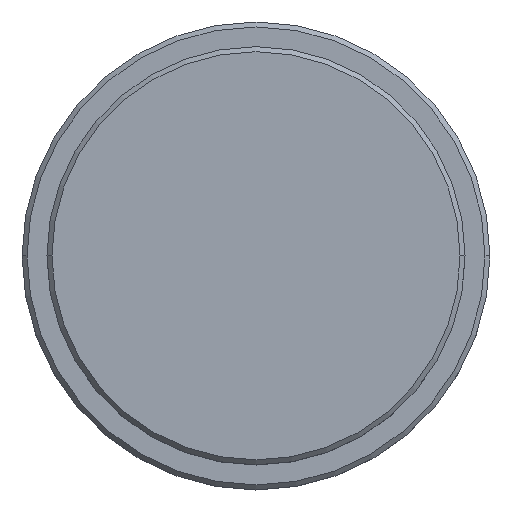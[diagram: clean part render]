
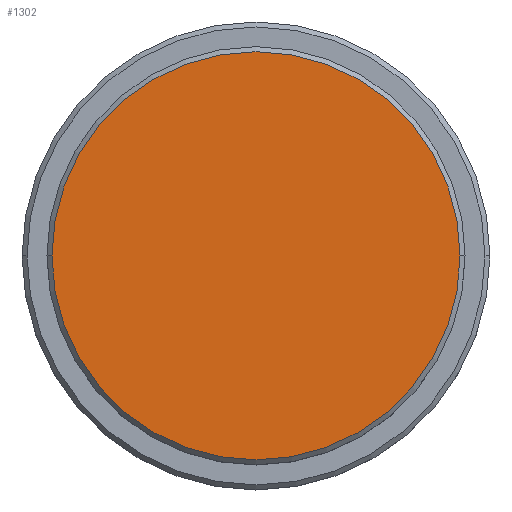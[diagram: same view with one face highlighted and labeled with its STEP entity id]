
A CAD part, top view. The second image highlights one B-rep face of the part: STEP entity #1302.
In plain terms, the highlighted planar face has unit normal (0, 0, 1).
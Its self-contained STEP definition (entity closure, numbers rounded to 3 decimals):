
#8 = FACE_OUTER_BOUND ( 'NONE', #493, .T. ) ;
#42 = AXIS2_PLACEMENT_3D ( 'NONE', #346, #780, #247 ) ;
#247 = DIRECTION ( 'NONE',  ( 1., 0., 0. ) ) ;
#315 = DIRECTION ( 'NONE',  ( 0., 0., 1. ) ) ;
#318 = EDGE_CURVE ( 'NONE', #474, #528, #1296, .T. ) ;
#336 = CARTESIAN_POINT ( 'NONE',  ( 0., 0., 0. ) ) ;
#346 = CARTESIAN_POINT ( 'NONE',  ( 0., 0., 0. ) ) ;
#355 = ORIENTED_EDGE ( 'NONE', *, *, #969, .T. ) ;
#358 = DIRECTION ( 'NONE',  ( 1., 0., 0. ) ) ;
#427 = DIRECTION ( 'NONE',  ( 1., 0., 0. ) ) ;
#472 = CARTESIAN_POINT ( 'NONE',  ( 0., 0., 0. ) ) ;
#474 = VERTEX_POINT ( 'NONE', #799 ) ;
#493 = EDGE_LOOP ( 'NONE', ( #796, #355 ) ) ;
#528 = VERTEX_POINT ( 'NONE', #792 ) ;
#777 = AXIS2_PLACEMENT_3D ( 'NONE', #472, #1330, #358 ) ;
#780 = DIRECTION ( 'NONE',  ( 0., 0., 1. ) ) ;
#792 = CARTESIAN_POINT ( 'NONE',  ( 20.5, 0., 0. ) ) ;
#796 = ORIENTED_EDGE ( 'NONE', *, *, #318, .T. ) ;
#799 = CARTESIAN_POINT ( 'NONE',  ( -20.5, 0., 0. ) ) ;
#969 = EDGE_CURVE ( 'NONE', #528, #474, #1164, .T. ) ;
#996 = AXIS2_PLACEMENT_3D ( 'NONE', #336, #315, #427 ) ;
#1164 = CIRCLE ( 'NONE', #777, 20.5 ) ;
#1296 = CIRCLE ( 'NONE', #996, 20.5 ) ;
#1302 = ADVANCED_FACE ( 'NONE', ( #8 ), #1314, .T. ) ;
#1314 = PLANE ( 'NONE',  #42 ) ;
#1330 = DIRECTION ( 'NONE',  ( 0., 0., 1. ) ) ;
